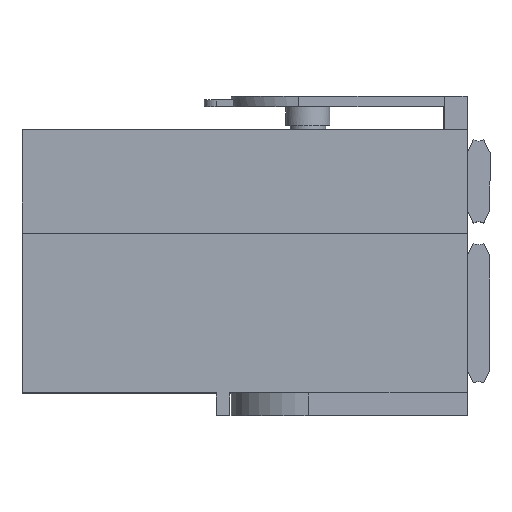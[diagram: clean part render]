
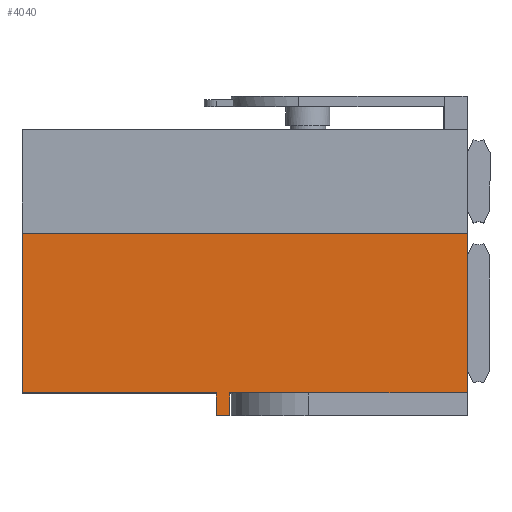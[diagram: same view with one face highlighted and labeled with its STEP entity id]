
A CAD part, top view. The second image highlights one B-rep face of the part: STEP entity #4040.
In plain terms, the highlighted planar face has unit normal (0, 0, 1).
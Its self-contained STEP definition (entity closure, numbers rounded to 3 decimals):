
#199=PLANE('',#4416);
#390=FACE_OUTER_BOUND('',#635,.T.);
#635=EDGE_LOOP('',(#3213,#3214,#3215,#3216,#3217,#3218,#3219,#3220));
#925=LINE('',#6215,#1362);
#931=LINE('',#6227,#1368);
#933=LINE('',#6230,#1370);
#938=LINE('',#6240,#1375);
#939=LINE('',#6245,#1376);
#954=LINE('',#6279,#1391);
#978=LINE('',#6329,#1415);
#979=LINE('',#6330,#1416);
#1362=VECTOR('',#5044,10.);
#1368=VECTOR('',#5052,10.);
#1370=VECTOR('',#5056,10.);
#1375=VECTOR('',#5063,10.);
#1376=VECTOR('',#5068,10.);
#1391=VECTOR('',#5091,10.);
#1415=VECTOR('',#5139,10.);
#1416=VECTOR('',#5140,10.);
#1919=VERTEX_POINT('',#6211);
#1921=VERTEX_POINT('',#6214);
#1924=VERTEX_POINT('',#6221);
#1926=VERTEX_POINT('',#6225);
#1930=VERTEX_POINT('',#6238);
#1932=VERTEX_POINT('',#6244);
#1947=VERTEX_POINT('',#6278);
#1961=VERTEX_POINT('',#6328);
#2361=EDGE_CURVE('',#1919,#1921,#925,.T.);
#2367=EDGE_CURVE('',#1924,#1926,#931,.T.);
#2369=EDGE_CURVE('',#1921,#1926,#933,.T.);
#2374=EDGE_CURVE('',#1919,#1930,#938,.T.);
#2376=EDGE_CURVE('',#1932,#1924,#939,.T.);
#2393=EDGE_CURVE('',#1947,#1932,#954,.T.);
#2419=EDGE_CURVE('',#1930,#1961,#978,.T.);
#2420=EDGE_CURVE('',#1961,#1947,#979,.T.);
#3213=ORIENTED_EDGE('',*,*,#2393,.T.);
#3214=ORIENTED_EDGE('',*,*,#2376,.T.);
#3215=ORIENTED_EDGE('',*,*,#2367,.T.);
#3216=ORIENTED_EDGE('',*,*,#2369,.F.);
#3217=ORIENTED_EDGE('',*,*,#2361,.F.);
#3218=ORIENTED_EDGE('',*,*,#2374,.T.);
#3219=ORIENTED_EDGE('',*,*,#2419,.T.);
#3220=ORIENTED_EDGE('',*,*,#2420,.T.);
#4040=ADVANCED_FACE('',(#390),#199,.T.);
#4416=AXIS2_PLACEMENT_3D('',#6327,#5137,#5138);
#5044=DIRECTION('',(0.,-1.,0.));
#5052=DIRECTION('',(0.,-1.,0.));
#5056=DIRECTION('',(-1.,0.,0.));
#5063=DIRECTION('',(1.,0.,0.));
#5068=DIRECTION('',(1.,0.,0.));
#5091=DIRECTION('',(0.,-1.,0.));
#5137=DIRECTION('center_axis',(0.,0.,
1.));
#5138=DIRECTION('ref_axis',(1.,0.,0.));
#5139=DIRECTION('',(0.,1.,0.));
#5140=DIRECTION('',(-1.,0.,0.));
#6211=CARTESIAN_POINT('',(-10.275,-35.18,12.075));
#6214=CARTESIAN_POINT('',(-10.275,-38.18,12.075));
#6215=CARTESIAN_POINT('',(-10.275,-29.93,12.075));
#6221=CARTESIAN_POINT('',(-12.075,-35.18,12.075));
#6225=CARTESIAN_POINT('',(-12.075,-38.18,12.075));
#6227=CARTESIAN_POINT('',(-12.075,-35.18,12.075));
#6230=CARTESIAN_POINT('',(20.934,-38.18,12.075));
#6238=CARTESIAN_POINT('',(20.934,-35.18,12.075));
#6240=CARTESIAN_POINT('',(-29.585,-35.18,12.075));
#6244=CARTESIAN_POINT('',(-37.585,-35.18,12.075));
#6245=CARTESIAN_POINT('',(-29.585,-35.18,12.075));
#6278=CARTESIAN_POINT('',(-37.585,-14.18,12.075));
#6279=CARTESIAN_POINT('',(-37.585,-14.18,12.075));
#6327=CARTESIAN_POINT('Origin',(-9.085,-24.68,12.075));
#6328=CARTESIAN_POINT('',(20.934,-14.18,12.075));
#6329=CARTESIAN_POINT('',(20.934,-35.18,12.075));
#6330=CARTESIAN_POINT('',(20.934,-14.18,12.075));
